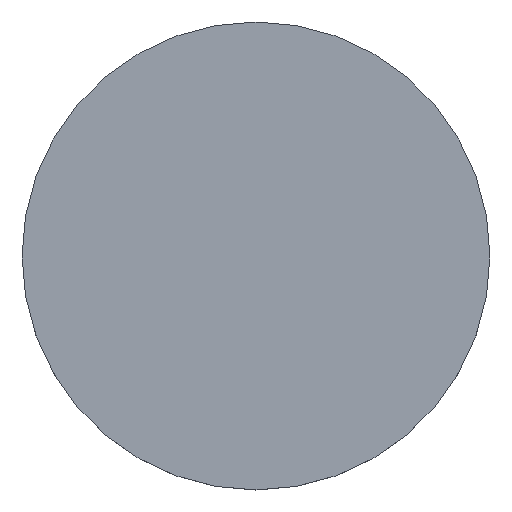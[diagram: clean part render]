
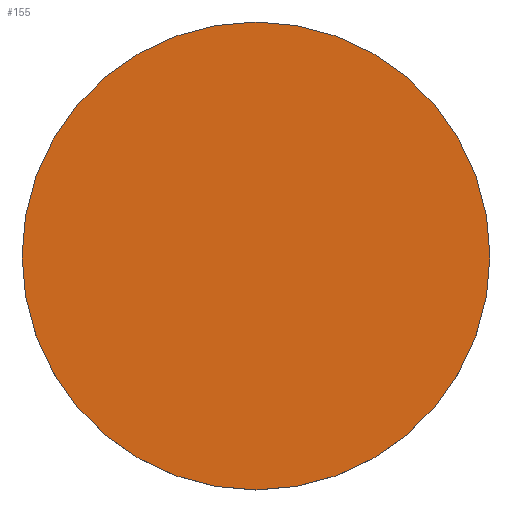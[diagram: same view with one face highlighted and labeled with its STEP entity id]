
A CAD part, top view. The second image highlights one B-rep face of the part: STEP entity #155.
In plain terms, the highlighted planar face has unit normal (0, 0, 1).
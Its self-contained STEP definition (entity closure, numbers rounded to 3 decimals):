
#4 = DIRECTION ( 'NONE',  ( 0., 0., 1. ) ) ;
#9 = CIRCLE ( 'NONE', #67, 6.5 ) ;
#14 = EDGE_CURVE ( 'NONE', #161, #152, #81, .T. ) ;
#19 = DIRECTION ( 'NONE',  ( 1., 0., 0. ) ) ;
#37 = CARTESIAN_POINT ( 'NONE',  ( 0., 0., 0.5 ) ) ;
#52 = DIRECTION ( 'NONE',  ( 0., 0., 1. ) ) ;
#62 = AXIS2_PLACEMENT_3D ( 'NONE', #137, #52, #135 ) ;
#67 = AXIS2_PLACEMENT_3D ( 'NONE', #93, #4, #76 ) ;
#72 = CARTESIAN_POINT ( 'NONE',  ( 6.5, 0., 0.5 ) ) ;
#76 = DIRECTION ( 'NONE',  ( 1., 0., 0. ) ) ;
#81 = CIRCLE ( 'NONE', #62, 6.5 ) ;
#91 = DIRECTION ( 'NONE',  ( 0., 0., 1. ) ) ;
#93 = CARTESIAN_POINT ( 'NONE',  ( 0., 0., 0.5 ) ) ;
#95 = PLANE ( 'NONE',  #164 ) ;
#111 = FACE_OUTER_BOUND ( 'NONE', #121, .T. ) ;
#121 = EDGE_LOOP ( 'NONE', ( #153, #143 ) ) ;
#132 = EDGE_CURVE ( 'NONE', #152, #161, #9, .T. ) ;
#135 = DIRECTION ( 'NONE',  ( 1., 0., 0. ) ) ;
#137 = CARTESIAN_POINT ( 'NONE',  ( 0., 0., 0.5 ) ) ;
#143 = ORIENTED_EDGE ( 'NONE', *, *, #132, .T. ) ;
#152 = VERTEX_POINT ( 'NONE', #72 ) ;
#153 = ORIENTED_EDGE ( 'NONE', *, *, #14, .T. ) ;
#155 = ADVANCED_FACE ( 'NONE', ( #111 ), #95, .T. ) ;
#161 = VERTEX_POINT ( 'NONE', #165 ) ;
#164 = AXIS2_PLACEMENT_3D ( 'NONE', #37, #91, #19 ) ;
#165 = CARTESIAN_POINT ( 'NONE',  ( -6.5, 0., 0.5 ) ) ;
